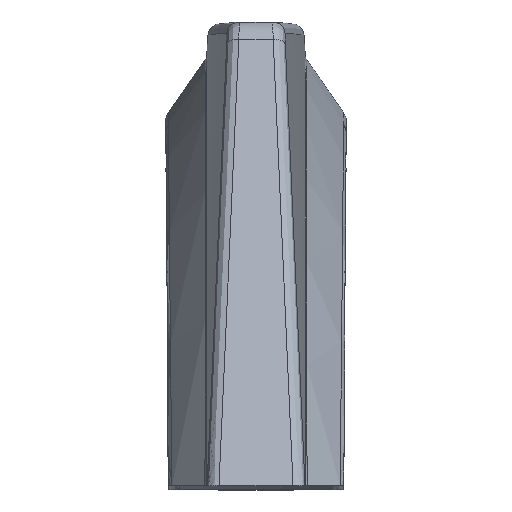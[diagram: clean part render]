
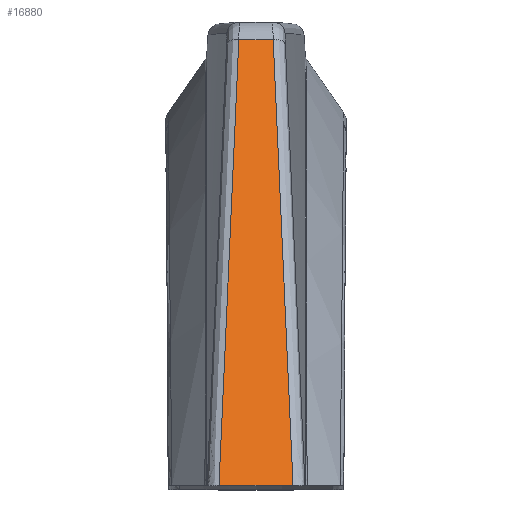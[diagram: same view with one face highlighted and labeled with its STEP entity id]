
A CAD part, top view. The second image highlights one B-rep face of the part: STEP entity #16880.
In plain terms, the highlighted planar face has unit normal (0, 0.423, 0.906).
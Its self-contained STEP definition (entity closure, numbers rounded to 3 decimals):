
#16350=CARTESIAN_POINT('',(7.877,-4.539,
89.956));
#16360=DIRECTION('',(0.,-0.423,
-0.906));
#16370=DIRECTION('',(0.,0.906,
-0.423));
#16380=AXIS2_PLACEMENT_3D('',#16350,#16360,#16370);
#16390=PLANE('',#16380);
#16400=CARTESIAN_POINT('',(0.,2.872,86.5));
#16410=DIRECTION('',(-1.,0.,0.));
#16420=VECTOR('',#16410,1.);
#16430=LINE('',#16400,#16420);
#16440=CARTESIAN_POINT('',(2.435,2.872,
86.5));
#16450=VERTEX_POINT('',#16440);
#16460=CARTESIAN_POINT('',(-2.435,2.872,
86.5));
#16470=VERTEX_POINT('',#16460);
#16480=EDGE_CURVE('',#16450,#16470,#16430,.T.);
#16490=ORIENTED_EDGE('',*,*,#16480,.F.);
#16500=CARTESIAN_POINT('',(-1.128,32.217,
72.816));
#16510=CARTESIAN_POINT('',(-1.13,32.184,
72.832));
#16520=CARTESIAN_POINT('',(-1.131,32.151,
72.847));
#16530=CARTESIAN_POINT('',(-1.36,27.251,
75.132));
#16540=CARTESIAN_POINT('',(-1.582,22.385,
77.401));
#16550=CARTESIAN_POINT('',(-1.943,14.291,
81.175));
#16560=CARTESIAN_POINT('',(-2.084,11.064,
82.68));
#16570=CARTESIAN_POINT('',(-2.305,5.941,
85.069));
#16580=CARTESIAN_POINT('',(-2.385,4.044,
85.953));
#16590=CARTESIAN_POINT('',(-2.466,2.147,
86.838));
#16600=B_SPLINE_CURVE_WITH_KNOTS('',3,(#16500,#16510,#16520,#16530,
#16540,#16550,#16560,#16570,#16580,#16590),.UNSPECIFIED.,.F.,.F.,(4,2,2,
2,4),(0.,0.11,16.234,26.923,
33.207),.UNSPECIFIED.);
#16610=CARTESIAN_POINT('',(-1.128,32.217,
72.816));
#16620=VERTEX_POINT('',#16610);
#16630=EDGE_CURVE('',#16620,#16470,#16600,.T.);
#16640=ORIENTED_EDGE('',*,*,#16630,.T.);
#16650=CARTESIAN_POINT('',(0.,32.217,
72.816));
#16660=DIRECTION('',(-1.,0.,0.));
#16670=VECTOR('',#16660,1.);
#16680=LINE('',#16650,#16670);
#16690=CARTESIAN_POINT('',(1.128,32.217,
72.816));
#16700=VERTEX_POINT('',#16690);
#16710=EDGE_CURVE('',#16700,#16620,#16680,.T.);
#16720=ORIENTED_EDGE('',*,*,#16710,.T.);
#16730=CARTESIAN_POINT('',(2.466,2.147,
86.838));
#16740=CARTESIAN_POINT('',(2.385,4.044,
85.953));
#16750=CARTESIAN_POINT('',(2.305,5.941,
85.069));
#16760=CARTESIAN_POINT('',(2.084,11.064,
82.68));
#16770=CARTESIAN_POINT('',(1.943,14.291,
81.175));
#16780=CARTESIAN_POINT('',(1.582,22.385,
77.401));
#16790=CARTESIAN_POINT('',(1.36,27.251,
75.132));
#16800=CARTESIAN_POINT('',(1.131,32.151,
72.847));
#16810=CARTESIAN_POINT('',(1.13,32.184,
72.832));
#16820=CARTESIAN_POINT('',(1.128,32.217,
72.816));
#16830=B_SPLINE_CURVE_WITH_KNOTS('',3,(#16730,#16740,#16750,#16760,
#16770,#16780,#16790,#16800,#16810,#16820),.UNSPECIFIED.,.F.,.F.,(4,2,2,
2,4),(4.406,10.689,21.379,
37.503,37.613),.UNSPECIFIED.);
#16840=EDGE_CURVE('',#16450,#16700,#16830,.T.);
#16850=ORIENTED_EDGE('',*,*,#16840,.T.);
#16860=EDGE_LOOP('',(#16850,#16720,#16640,#16490));
#16870=FACE_OUTER_BOUND('',#16860,.T.);
#16880=ADVANCED_FACE('',(#16870),#16390,.F.);
